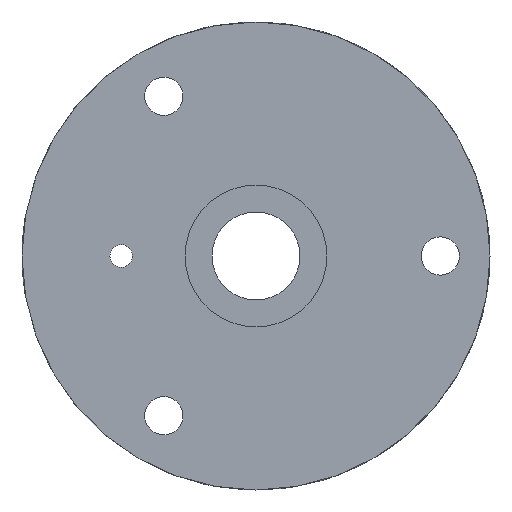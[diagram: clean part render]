
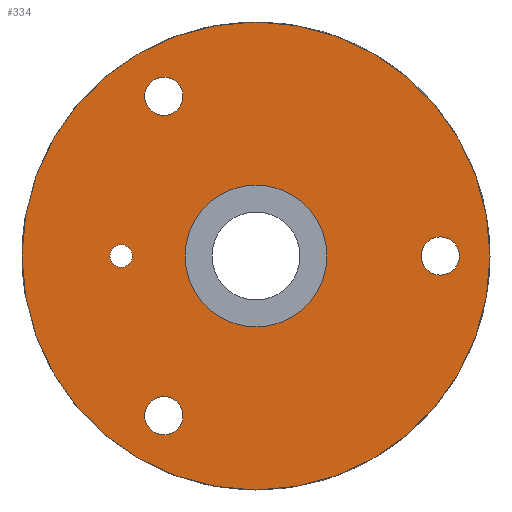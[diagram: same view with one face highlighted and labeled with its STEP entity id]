
A CAD part, front view. The second image highlights one B-rep face of the part: STEP entity #334.
In plain terms, the highlighted planar face has unit normal (0, -1, 0).
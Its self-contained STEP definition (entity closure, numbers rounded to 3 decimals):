
#16=PLANE('',#364);
#25=FACE_BOUND('',#73,.T.);
#26=FACE_BOUND('',#74,.T.);
#27=FACE_BOUND('',#75,.T.);
#28=FACE_BOUND('',#76,.T.);
#29=FACE_BOUND('',#77,.T.);
#53=FACE_OUTER_BOUND('',#72,.T.);
#72=EDGE_LOOP('',(#276));
#73=EDGE_LOOP('',(#277));
#74=EDGE_LOOP('',(#278));
#75=EDGE_LOOP('',(#279));
#76=EDGE_LOOP('',(#280));
#77=EDGE_LOOP('',(#281));
#132=CIRCLE('',#345,0.8);
#133=CIRCLE('',#349,1.35);
#135=CIRCLE('',#352,1.35);
#137=CIRCLE('',#355,1.35);
#140=CIRCLE('',#359,5.);
#143=CIRCLE('',#365,16.5);
#148=VERTEX_POINT('',#466);
#158=VERTEX_POINT('',#630);
#160=VERTEX_POINT('',#636);
#162=VERTEX_POINT('',#642);
#165=VERTEX_POINT('',#651);
#168=VERTEX_POINT('',#663);
#180=EDGE_CURVE('',#148,#148,#132,.T.);
#192=EDGE_CURVE('',#158,#158,#133,.T.);
#195=EDGE_CURVE('',#160,#160,#135,.T.);
#198=EDGE_CURVE('',#162,#162,#137,.T.);
#204=EDGE_CURVE('',#165,#165,#140,.T.);
#209=EDGE_CURVE('',#168,#168,#143,.T.);
#276=ORIENTED_EDGE('',*,*,#209,.T.);
#277=ORIENTED_EDGE('',*,*,#180,.T.);
#278=ORIENTED_EDGE('',*,*,#192,.T.);
#279=ORIENTED_EDGE('',*,*,#195,.T.);
#280=ORIENTED_EDGE('',*,*,#198,.T.);
#281=ORIENTED_EDGE('',*,*,#204,.T.);
#334=ADVANCED_FACE('',(#53,#25,#26,#27,#28,#29),#16,.T.);
#345=AXIS2_PLACEMENT_3D('',#468,#382,#383);
#349=AXIS2_PLACEMENT_3D('',#631,#392,#393);
#352=AXIS2_PLACEMENT_3D('',#637,#399,#400);
#355=AXIS2_PLACEMENT_3D('',#643,#406,#407);
#359=AXIS2_PLACEMENT_3D('',#653,#417,#418);
#364=AXIS2_PLACEMENT_3D('',#662,#429,#430);
#365=AXIS2_PLACEMENT_3D('',#664,#431,#432);
#382=DIRECTION('center_axis',(0.,1.,0.));
#383=DIRECTION('ref_axis',(-1.,0.,0.));
#392=DIRECTION('center_axis',(0.,1.,0.));
#393=DIRECTION('ref_axis',(1.,0.,0.));
#399=DIRECTION('center_axis',(0.,1.,0.));
#400=DIRECTION('ref_axis',(1.,0.,0.));
#406=DIRECTION('center_axis',(0.,1.,0.));
#407=DIRECTION('ref_axis',(1.,0.,0.));
#417=DIRECTION('center_axis',(0.,1.,0.));
#418=DIRECTION('ref_axis',(1.,0.,0.));
#429=DIRECTION('center_axis',(0.,-1.,0.));
#430=DIRECTION('ref_axis',(1.,0.,0.));
#431=DIRECTION('center_axis',(0.,-1.,0.));
#432=DIRECTION('ref_axis',(1.,0.,0.));
#466=CARTESIAN_POINT('',(33.294,-26.076,3.094));
#468=CARTESIAN_POINT('Origin',(32.494,-26.076,3.094));
#630=CARTESIAN_POINT('',(34.15,-26.076,14.352));
#631=CARTESIAN_POINT('Origin',(35.5,-26.076,14.352));
#636=CARTESIAN_POINT('',(53.65,-26.076,3.094));
#637=CARTESIAN_POINT('Origin',(55.,-26.076,3.094));
#642=CARTESIAN_POINT('',(34.15,-26.076,-8.164));
#643=CARTESIAN_POINT('Origin',(35.5,-26.076,-8.164));
#651=CARTESIAN_POINT('',(37.,-26.076,3.094));
#653=CARTESIAN_POINT('Origin',(42.,-26.076,3.094));
#662=CARTESIAN_POINT('Origin',(42.,-26.076,3.094));
#663=CARTESIAN_POINT('',(25.5,-26.076,3.094));
#664=CARTESIAN_POINT('Origin',(42.,-26.076,3.094));
